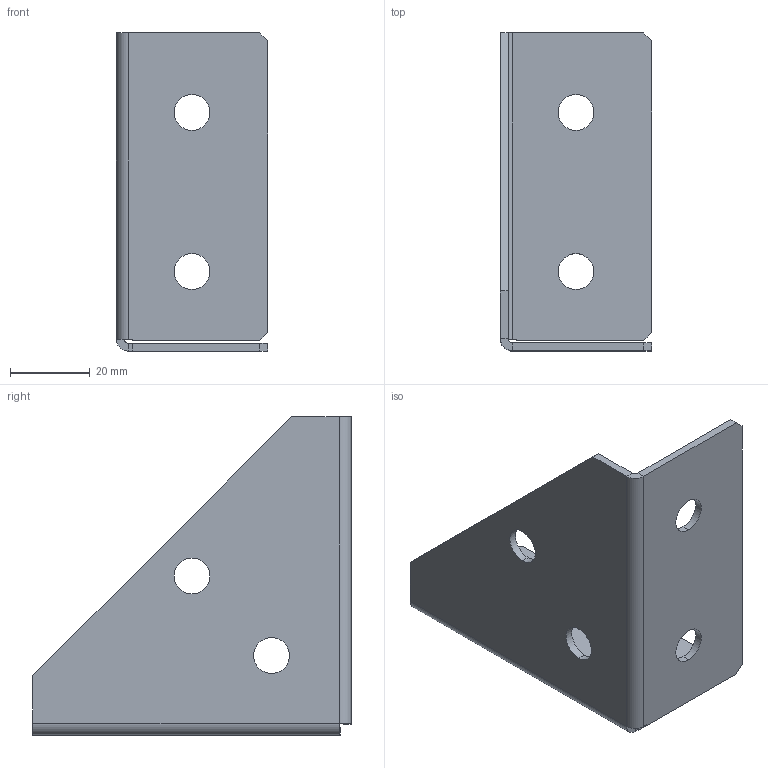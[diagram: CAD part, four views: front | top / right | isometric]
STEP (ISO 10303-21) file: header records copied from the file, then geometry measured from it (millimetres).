
FILE_DESCRIPTION (( 'STEP AP214' ), '1' );
FILE_NAME ('Óãîëîê 40 ñåðèÿ 1õ4 80õ80õ38õ2 ñ ïåðåìû÷êîé.STEP', '2022-02-28T07:32:56', ( 'user' ), ( '' ), 'SwSTEP 2.0', 'SolidWorks 2021', '' );
FILE_SCHEMA (( 'AUTOMOTIVE_DESIGN' ));
Length unit declared in the file: millimetre
Products named in the file (1): Óãîëîê 40 ñåðèÿ 1õ4 80õ80õ38õ2 ñ ïåðåìû÷êîé
Bounding box: 38 x 80 x 80 mm (x, y, z)
Volume: 18641 mm3; surface area: 19818.3 mm2
Topology: 1 solids, 1 shells, 43 faces, 107 edges, 66 vertices
Faces by surface type: plane 27, cylinder 16
Entity records: 1323 total; most frequent: DIRECTION 227, CARTESIAN_POINT 217, ORIENTED_EDGE 214, EDGE_CURVE 107, AXIS2_PLACEMENT_3D 76, VECTOR 75, LINE 75, VERTEX_POINT 66
